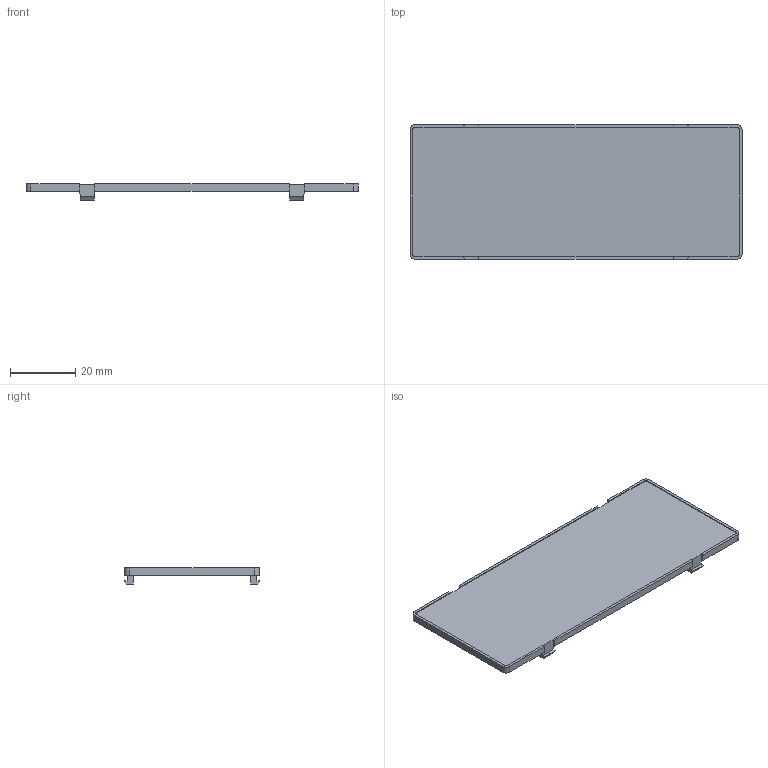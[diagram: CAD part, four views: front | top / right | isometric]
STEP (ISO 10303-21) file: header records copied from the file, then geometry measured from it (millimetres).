
FILE_DESCRIPTION(/* description */ (''),/* implementation_level */ '2;1');
FILE_NAME(/* name */ 'ZDF1006.stp',/* time_stamp */ '2019-09-12T09:48:00+02:00',/* author */ ('marek.teluk'),/* organization */ (''),/* preprocessor_version */ 'ST-DEVELOPER v16.5',/* originating_system */ 'Autodesk Inventor 2017',/* authorisation */ '');
FILE_SCHEMA (('AUTOMOTIVE_DESIGN { 1 0 10303 214 3 1 1 }'));
Length unit declared in the file: millimetre
Products named in the file (1): Part1
Bounding box: 101.6 x 41.53 x 4.93 mm (x, y, z)
Volume: 8294 mm3; surface area: 9201.5 mm2
Topology: 1 solids, 1 shells, 74 faces, 192 edges, 120 vertices
Faces by surface type: plane 66, cylinder 8
Entity records: 2230 total; most frequent: CARTESIAN_POINT 387, ORIENTED_EDGE 384, DIRECTION 358, EDGE_CURVE 192, LINE 176, VECTOR 176, VERTEX_POINT 120, AXIS2_PLACEMENT_3D 91
